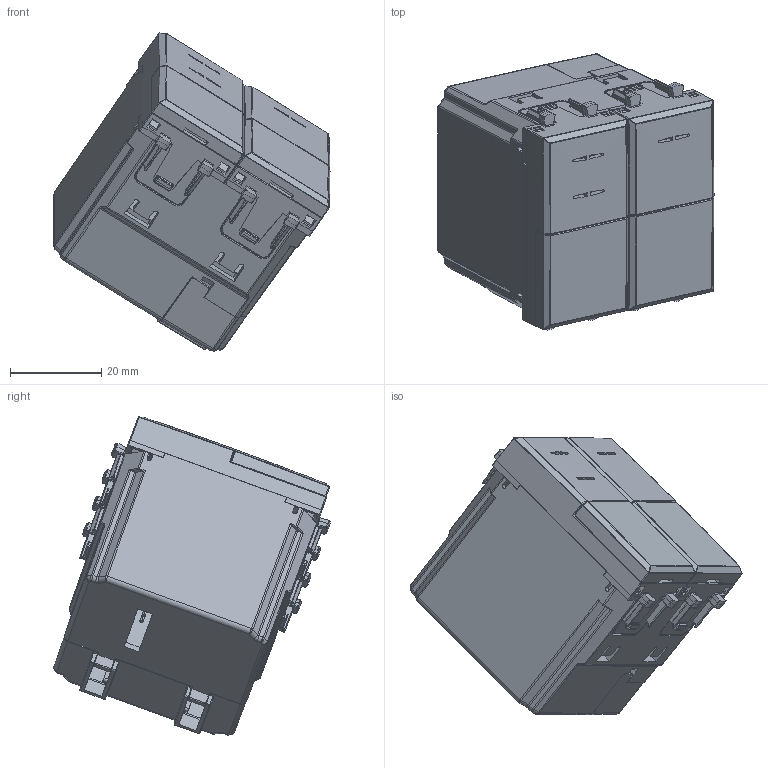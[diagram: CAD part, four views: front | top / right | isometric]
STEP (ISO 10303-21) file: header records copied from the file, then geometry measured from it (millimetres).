
FILE_DESCRIPTION(('CATIA V5 STEP Exchange'),'2;1');
FILE_NAME('443AB-IRT.stp','2024-03-01T13:16:28+00:00',('none'),('none'),'CATIA Version 5-6 Release 2016 SP6','CATIA V5 STEP AP203','none');
FILE_SCHEMA(('CONFIG_CONTROL_DESIGN'));
Products named in the file (1): DP@44XAB-IRT_M (DA1169)
Assembly tree (8 placements, depth 2):
  DP@44XAB-IRT_M (DA1169)
    #57
    #19474
    #24845  x2
    #29121
    #62380
    #91170
    #94811
Bounding box: 60.5 x 60.58 x 69.72 mm (x, y, z)
Volume: 24732 mm3; surface area: 38188.3 mm2
Topology: 12 solids, 12 shells, 2519 faces, 7145 edges, 4506 vertices
Faces by surface type: plane 1241, cylinder 811, bspline 220, sphere 111, cone 104, torus 32
Entity records: 94829 total; most frequent: CARTESIAN_POINT 40955, ORIENTED_EDGE 13368, DIRECTION 7563, EDGE_CURVE 6684, VERTEX_POINT 4290, VECTOR 3547, LINE 3547, B_SPLINE_CURVE_WITH_KNOTS 2561
